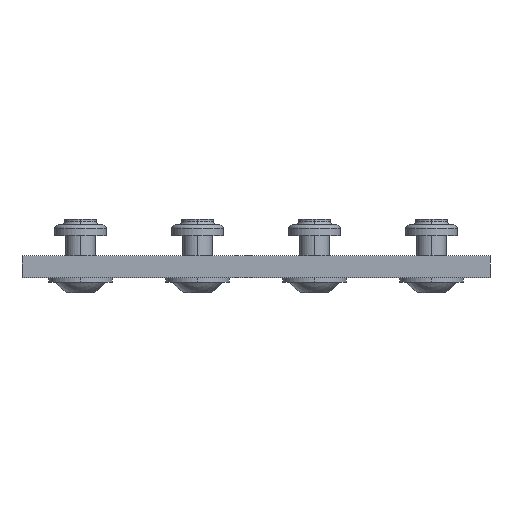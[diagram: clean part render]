
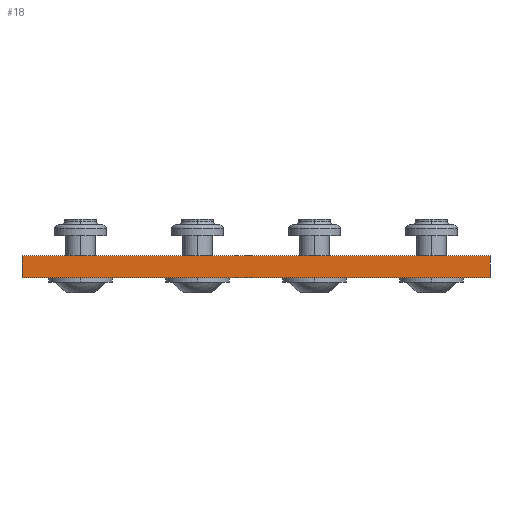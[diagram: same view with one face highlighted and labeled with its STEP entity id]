
A CAD part, front view. The second image highlights one B-rep face of the part: STEP entity #18.
In plain terms, the highlighted planar face has unit normal (0, -1, 0).
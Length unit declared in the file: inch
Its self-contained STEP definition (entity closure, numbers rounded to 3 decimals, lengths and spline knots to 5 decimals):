
#18 = ADVANCED_FACE ( 'NONE', ( #222 ), #223, .F. ) ;
#39 = EDGE_CURVE ( 'NONE', #2774, #2467, #466, .T. ) ;
#48 = ORIENTED_EDGE ( 'NONE', *, *, #39, .F. ) ;
#222 = FACE_OUTER_BOUND ( 'NONE', #1272, .T. ) ;
#223 = PLANE ( 'NONE',  #224 ) ;
#224 = AXIS2_PLACEMENT_3D ( 'NONE', #225, #226, #227 ) ;
#225 = CARTESIAN_POINT ( 'NONE',  ( 4., 0., 0.188 ) ) ;
#226 = DIRECTION ( 'NONE',  ( 0., 1., 0. ) ) ;
#227 = DIRECTION ( 'NONE',  ( -1., 0., 0. ) ) ;
#354 = CARTESIAN_POINT ( 'NONE',  ( 4., 0., 0.188 ) ) ;
#404 = LINE ( 'NONE', #405, #406 ) ;
#405 = CARTESIAN_POINT ( 'NONE',  ( 0., 0., 0.188 ) ) ;
#406 = VECTOR ( 'NONE', #407, 39.37008 ) ;
#407 = DIRECTION ( 'NONE',  ( 0., 0., -1. ) ) ;
#427 = CARTESIAN_POINT ( 'NONE',  ( 4., 0., 0. ) ) ;
#466 = LINE ( 'NONE', #467, #468 ) ;
#467 = CARTESIAN_POINT ( 'NONE',  ( 4., 0., 0.188 ) ) ;
#468 = VECTOR ( 'NONE', #469, 39.37008 ) ;
#469 = DIRECTION ( 'NONE',  ( 0., 0., -1. ) ) ;
#596 = VERTEX_POINT ( 'NONE', #945 ) ;
#690 = LINE ( 'NONE', #691, #692 ) ;
#691 = CARTESIAN_POINT ( 'NONE',  ( 4., 0., 0.188 ) ) ;
#692 = VECTOR ( 'NONE', #693, 39.37008 ) ;
#693 = DIRECTION ( 'NONE',  ( 1., 0., 0. ) ) ;
#782 = ORIENTED_EDGE ( 'NONE', *, *, #1959, .T. ) ;
#945 = CARTESIAN_POINT ( 'NONE',  ( 0., 0., 0.188 ) ) ;
#987 = CARTESIAN_POINT ( 'NONE',  ( 0., 0., 0. ) ) ;
#1164 = LINE ( 'NONE', #1165, #1167 ) ;
#1165 = CARTESIAN_POINT ( 'NONE',  ( 4., 0., 0. ) ) ;
#1167 = VECTOR ( 'NONE', #1168, 39.37008 ) ;
#1168 = DIRECTION ( 'NONE',  ( 1., 0., 0. ) ) ;
#1272 = EDGE_LOOP ( 'NONE', ( #2764, #48, #2677, #782 ) ) ;
#1959 = EDGE_CURVE ( 'NONE', #596, #2711, #404, .T. ) ;
#2323 = EDGE_CURVE ( 'NONE', #596, #2774, #690, .T. ) ;
#2394 = EDGE_CURVE ( 'NONE', #2711, #2467, #1164, .T. ) ;
#2467 = VERTEX_POINT ( 'NONE', #427 ) ;
#2677 = ORIENTED_EDGE ( 'NONE', *, *, #2323, .F. ) ;
#2711 = VERTEX_POINT ( 'NONE', #987 ) ;
#2764 = ORIENTED_EDGE ( 'NONE', *, *, #2394, .T. ) ;
#2774 = VERTEX_POINT ( 'NONE', #354 ) ;
